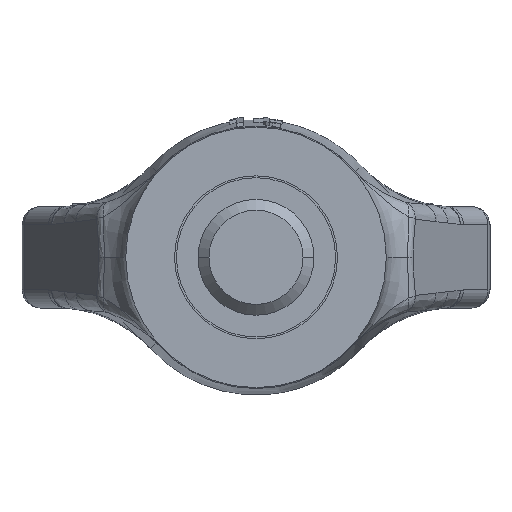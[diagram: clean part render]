
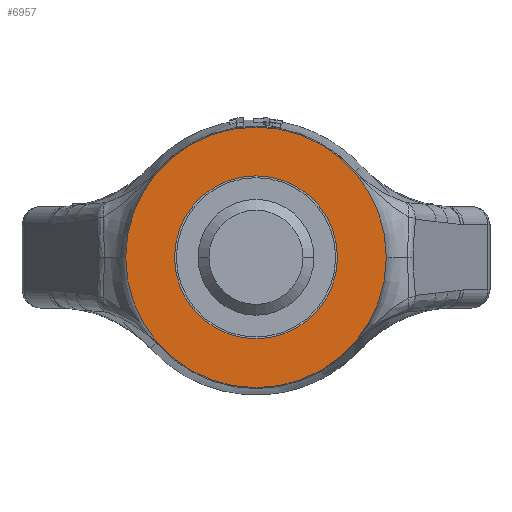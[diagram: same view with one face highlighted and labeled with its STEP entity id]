
A CAD part, front view. The second image highlights one B-rep face of the part: STEP entity #6957.
In plain terms, the highlighted planar face has unit normal (0, -1, 0).
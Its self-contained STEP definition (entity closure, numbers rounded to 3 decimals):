
#296=CARTESIAN_POINT('',(0.,-32.,0.));
#297=DIRECTION('',(0.,-1.,0.));
#298=DIRECTION('',(1.,0.,0.));
#299=AXIS2_PLACEMENT_3D('',#296,#297,#298);
#301=CARTESIAN_POINT('',(0.,-32.,0.));
#302=DIRECTION('',(0.,1.,0.));
#303=DIRECTION('',(1.,0.,0.));
#304=AXIS2_PLACEMENT_3D('',#301,#302,#303);
#306=CARTESIAN_POINT('',(0.,-32.,0.));
#307=DIRECTION('',(0.,-1.,0.));
#308=DIRECTION('',(-1.,0.,0.));
#309=AXIS2_PLACEMENT_3D('',#306,#307,#308);
#311=CARTESIAN_POINT('',(0.,-32.,0.));
#312=DIRECTION('',(0.,-1.,0.));
#313=DIRECTION('',(1.,0.,0.));
#314=AXIS2_PLACEMENT_3D('',#311,#312,#313);
#5377=CARTESIAN_POINT('',(-11.25,-32.,0.));
#5378=CARTESIAN_POINT('',(11.25,-32.,0.));
#5379=VERTEX_POINT('',#5377);
#5380=VERTEX_POINT('',#5378);
#6636=CARTESIAN_POINT('',(18.,-32.,0.));
#6638=VERTEX_POINT('',#6636);
#6640=CARTESIAN_POINT('',(-18.,-32.,0.));
#6642=VERTEX_POINT('',#6640);
#6942=CARTESIAN_POINT('',(-18.586,-32.,0.));
#6943=DIRECTION('',(0.,-1.,0.));
#6944=DIRECTION('',(1.,0.,0.));
#6945=AXIS2_PLACEMENT_3D('',#6942,#6943,#6944);
#6946=PLANE('',#6945);
#6947=ORIENTED_EDGE('',*,*,#6927,.F.);
#6948=ORIENTED_EDGE('',*,*,#6916,.T.);
#6949=EDGE_LOOP('',(#6947,#6948));
#6950=FACE_OUTER_BOUND('',#6949,.F.);
#6952=ORIENTED_EDGE('',*,*,#6951,.T.);
#6954=ORIENTED_EDGE('',*,*,#6953,.T.);
#6955=EDGE_LOOP('',(#6952,#6954));
#6956=FACE_BOUND('',#6955,.F.);
#6957=ADVANCED_FACE('',(#6950,#6956),#6946,.T.);
#300=CIRCLE('',#299,18.);
#305=CIRCLE('',#304,18.);
#310=CIRCLE('',#309,11.25);
#315=CIRCLE('',#314,11.25);
#6916=EDGE_CURVE('',#6638,#6642,#305,.T.);
#6927=EDGE_CURVE('',#6638,#6642,#300,.T.);
#6951=EDGE_CURVE('',#5379,#5380,#310,.T.);
#6953=EDGE_CURVE('',#5380,#5379,#315,.T.);
